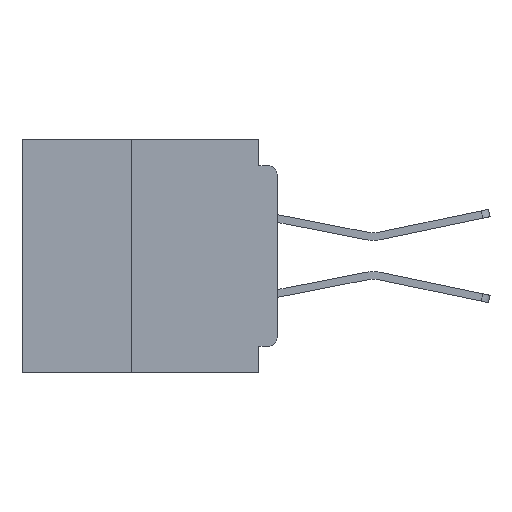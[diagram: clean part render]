
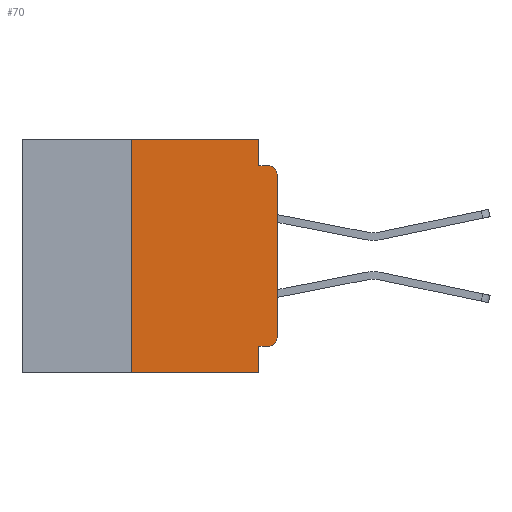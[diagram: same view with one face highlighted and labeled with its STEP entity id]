
A CAD part, left-side view. The second image highlights one B-rep face of the part: STEP entity #70.
In plain terms, the highlighted planar face has unit normal (-1, 0, 0).
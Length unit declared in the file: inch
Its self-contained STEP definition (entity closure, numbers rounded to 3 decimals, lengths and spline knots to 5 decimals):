
#70 = ADVANCED_FACE ( 'NONE', ( #10621 ), #7950, .F. ) ;
#1017 = CARTESIAN_POINT ( 'NONE',  ( 0., 0.015, -0.06 ) ) ;
#1154 = VECTOR ( 'NONE', #26148, 39.37008 ) ;
#1789 = CARTESIAN_POINT ( 'NONE',  ( 0., 0.031, -0.355 ) ) ;
#2075 = LINE ( 'NONE', #6166, #1154 ) ;
#2438 = CARTESIAN_POINT ( 'NONE',  ( 0., 0.437, 0. ) ) ;
#2466 = DIRECTION ( 'NONE',  ( -1., 0., 0. ) ) ;
#2620 = ORIENTED_EDGE ( 'NONE', *, *, #22832, .T. ) ;
#2955 = CARTESIAN_POINT ( 'NONE',  ( 0., 0.031, -0.4 ) ) ;
#3097 = CARTESIAN_POINT ( 'NONE',  ( 0., 0., -0.045 ) ) ;
#3924 = DIRECTION ( 'NONE',  ( 0., 0., -1. ) ) ;
#3961 = VERTEX_POINT ( 'NONE', #28384 ) ;
#4574 = EDGE_CURVE ( 'NONE', #33028, #6647, #2075, .T. ) ;
#4689 = EDGE_CURVE ( 'NONE', #10689, #24538, #5207, .T. ) ;
#5207 = CIRCLE ( 'NONE', #28514, 0.015 ) ;
#5748 = CARTESIAN_POINT ( 'NONE',  ( 0., 0.031, 0. ) ) ;
#5950 = DIRECTION ( 'NONE',  ( 0., -1., 0. ) ) ;
#6166 = CARTESIAN_POINT ( 'NONE',  ( 0., 0., -0.355 ) ) ;
#6647 = VERTEX_POINT ( 'NONE', #1789 ) ;
#6698 = CARTESIAN_POINT ( 'NONE',  ( 0., 0.437, -0.4 ) ) ;
#7050 = DIRECTION ( 'NONE',  ( 0., 0., -1. ) ) ;
#7132 = ORIENTED_EDGE ( 'NONE', *, *, #4574, .F. ) ;
#7530 = VECTOR ( 'NONE', #7050, 39.37008 ) ;
#7824 = VECTOR ( 'NONE', #5950, 39.37008 ) ;
#7890 = LINE ( 'NONE', #18137, #29886 ) ;
#7950 = PLANE ( 'NONE',  #16201 ) ;
#8381 = VERTEX_POINT ( 'NONE', #13984 ) ;
#8804 = DIRECTION ( 'NONE',  ( 0., 0., -1. ) ) ;
#9426 = VERTEX_POINT ( 'NONE', #27663 ) ;
#9615 = DIRECTION ( 'NONE',  ( 0., -1., 0. ) ) ;
#10393 = CARTESIAN_POINT ( 'NONE',  ( 0., 0., 0. ) ) ;
#10621 = FACE_OUTER_BOUND ( 'NONE', #10750, .T. ) ;
#10689 = VERTEX_POINT ( 'NONE', #31994 ) ;
#10750 = EDGE_LOOP ( 'NONE', ( #25655, #27356, #18414, #30764, #31724, #18978, #10854, #30281, #7132, #2620 ) ) ;
#10854 = ORIENTED_EDGE ( 'NONE', *, *, #21670, .T. ) ;
#11094 = LINE ( 'NONE', #2955, #33033 ) ;
#13984 = CARTESIAN_POINT ( 'NONE',  ( 0., 0., -0.34 ) ) ;
#14245 = VECTOR ( 'NONE', #23370, 39.37008 ) ;
#14731 = CARTESIAN_POINT ( 'NONE',  ( 0., 0.25, -0.4 ) ) ;
#15260 = EDGE_CURVE ( 'NONE', #6647, #3961, #11094, .T. ) ;
#16201 = AXIS2_PLACEMENT_3D ( 'NONE', #2438, #30985, #8804 ) ;
#16924 = VERTEX_POINT ( 'NONE', #19122 ) ;
#16954 = LINE ( 'NONE', #14731, #14245 ) ;
#17609 = LINE ( 'NONE', #6698, #31936 ) ;
#18137 = CARTESIAN_POINT ( 'NONE',  ( 0., 0.437, 0. ) ) ;
#18414 = ORIENTED_EDGE ( 'NONE', *, *, #26372, .F. ) ;
#18820 = VERTEX_POINT ( 'NONE', #36537 ) ;
#18978 = ORIENTED_EDGE ( 'NONE', *, *, #25263, .F. ) ;
#19122 = CARTESIAN_POINT ( 'NONE',  ( 0., 0.031, 0. ) ) ;
#19334 = CARTESIAN_POINT ( 'NONE',  ( 0., 0.015, -0.045 ) ) ;
#19677 = CARTESIAN_POINT ( 'NONE',  ( 0., 0.015, -0.34 ) ) ;
#20109 = VECTOR ( 'NONE', #33197, 39.37008 ) ;
#20982 = DIRECTION ( 'NONE',  ( 0., -1., 0. ) ) ;
#21118 = DIRECTION ( 'NONE',  ( -1., 0., 0. ) ) ;
#21670 = EDGE_CURVE ( 'NONE', #9426, #3961, #17609, .T. ) ;
#22568 = DIRECTION ( 'NONE',  ( 0., 0., -1. ) ) ;
#22832 = EDGE_CURVE ( 'NONE', #33028, #8381, #24685, .T. ) ;
#23039 = DIRECTION ( 'NONE',  ( 0., 0., -1. ) ) ;
#23106 = LINE ( 'NONE', #3097, #7824 ) ;
#23370 = DIRECTION ( 'NONE',  ( 0., 0., 1. ) ) ;
#24426 = VERTEX_POINT ( 'NONE', #27444 ) ;
#24457 = EDGE_CURVE ( 'NONE', #8381, #10689, #36164, .T. ) ;
#24538 = VERTEX_POINT ( 'NONE', #19334 ) ;
#24685 = CIRCLE ( 'NONE', #32418, 0.015 ) ;
#25263 = EDGE_CURVE ( 'NONE', #9426, #24426, #16954, .T. ) ;
#25655 = ORIENTED_EDGE ( 'NONE', *, *, #24457, .T. ) ;
#26148 = DIRECTION ( 'NONE',  ( 0., 1., 0. ) ) ;
#26372 = EDGE_CURVE ( 'NONE', #18820, #24538, #23106, .T. ) ;
#27356 = ORIENTED_EDGE ( 'NONE', *, *, #4689, .T. ) ;
#27444 = CARTESIAN_POINT ( 'NONE',  ( 0., 0.25, 0. ) ) ;
#27663 = CARTESIAN_POINT ( 'NONE',  ( 0., 0.25, -0.4 ) ) ;
#28384 = CARTESIAN_POINT ( 'NONE',  ( 0., 0.031, -0.4 ) ) ;
#28514 = AXIS2_PLACEMENT_3D ( 'NONE', #1017, #21118, #3924 ) ;
#29886 = VECTOR ( 'NONE', #20982, 39.37008 ) ;
#30281 = ORIENTED_EDGE ( 'NONE', *, *, #15260, .F. ) ;
#30453 = LINE ( 'NONE', #5748, #7530 ) ;
#30764 = ORIENTED_EDGE ( 'NONE', *, *, #34718, .F. ) ;
#30805 = EDGE_CURVE ( 'NONE', #24426, #16924, #7890, .T. ) ;
#30985 = DIRECTION ( 'NONE',  ( 1., 0., 0. ) ) ;
#31388 = CARTESIAN_POINT ( 'NONE',  ( 0., 0.015, -0.355 ) ) ;
#31724 = ORIENTED_EDGE ( 'NONE', *, *, #30805, .F. ) ;
#31936 = VECTOR ( 'NONE', #9615, 39.37008 ) ;
#31994 = CARTESIAN_POINT ( 'NONE',  ( 0., 0., -0.06 ) ) ;
#32418 = AXIS2_PLACEMENT_3D ( 'NONE', #19677, #2466, #22568 ) ;
#33028 = VERTEX_POINT ( 'NONE', #31388 ) ;
#33033 = VECTOR ( 'NONE', #23039, 39.37008 ) ;
#33197 = DIRECTION ( 'NONE',  ( 0., 0., 1. ) ) ;
#34718 = EDGE_CURVE ( 'NONE', #16924, #18820, #30453, .T. ) ;
#36164 = LINE ( 'NONE', #10393, #20109 ) ;
#36537 = CARTESIAN_POINT ( 'NONE',  ( 0., 0.031, -0.045 ) ) ;
